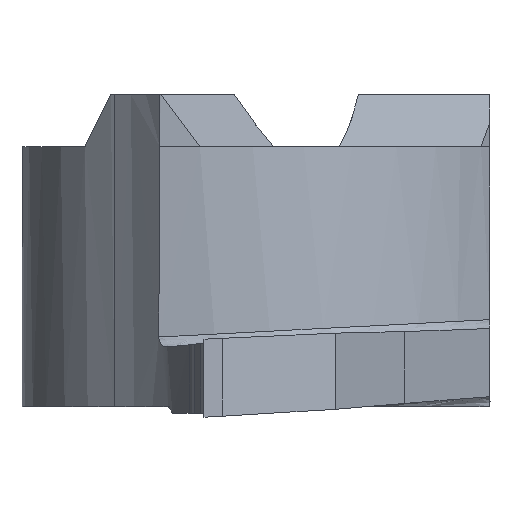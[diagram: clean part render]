
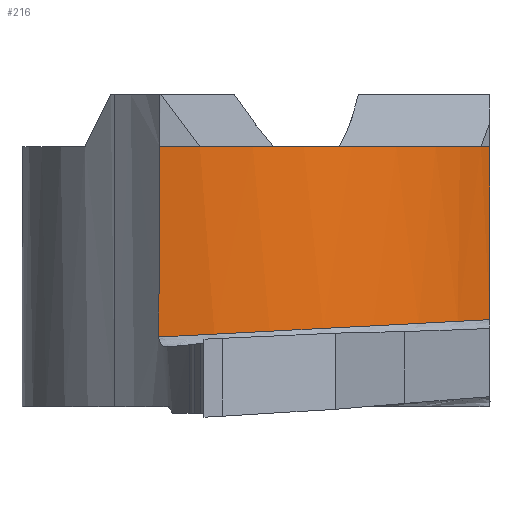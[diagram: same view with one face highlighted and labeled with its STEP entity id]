
A CAD part, left-side view. The second image highlights one B-rep face of the part: STEP entity #216.
In plain terms, the highlighted free-form (B-spline) face has degree [1, 3] with [2, 4] control points.
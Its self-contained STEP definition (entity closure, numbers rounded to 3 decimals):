
#216=ADVANCED_FACE('',(#275),#234,.F.);
#234=(
BOUNDED_SURFACE()
B_SPLINE_SURFACE(1,3,((#1790,#1791,#1792,#1793),(#1794,#1795,#1796,#1797)),
 .UNSPECIFIED.,.F.,.F.,.F.)
B_SPLINE_SURFACE_WITH_KNOTS((2,2),(4,4),(0.,1.),(0.,1.),.UNSPECIFIED.)
GEOMETRIC_REPRESENTATION_ITEM()
RATIONAL_B_SPLINE_SURFACE(((1.,0.884,0.884,1.),
(1.,0.884,0.884,1.)))
REPRESENTATION_ITEM('')
SURFACE()
);
#275=FACE_OUTER_BOUND('',#325,.T.);
#325=EDGE_LOOP('',(#585,#586,#587,#588,#589,#590));
#374=CIRCLE('',#1009,6.495);
#585=ORIENTED_EDGE('',*,*,#825,.F.);
#586=ORIENTED_EDGE('',*,*,#845,.T.);
#587=ORIENTED_EDGE('',*,*,#818,.F.);
#588=ORIENTED_EDGE('',*,*,#846,.F.);
#589=ORIENTED_EDGE('',*,*,#839,.T.);
#590=ORIENTED_EDGE('',*,*,#847,.T.);
#693=VERTEX_POINT('',#1587);
#698=VERTEX_POINT('',#1616);
#710=VERTEX_POINT('',#1673);
#711=VERTEX_POINT('',#1674);
#717=VERTEX_POINT('',#1741);
#718=VERTEX_POINT('',#1748);
#818=EDGE_CURVE('',#710,#711,#890,.T.);
#825=EDGE_CURVE('',#698,#693,#892,.T.);
#839=EDGE_CURVE('',#718,#717,#895,.T.);
#845=EDGE_CURVE('',#698,#711,#899,.T.);
#846=EDGE_CURVE('',#718,#710,#374,.T.);
#847=EDGE_CURVE('',#717,#693,#900,.T.);
#890=B_SPLINE_CURVE_WITH_KNOTS('',3,(#1667,#1668,#1669,#1670,#1671,#1672),
 .UNSPECIFIED.,.F.,.F.,(4,2,4),(0.,0.5,1.),.UNSPECIFIED.);
#892=B_SPLINE_CURVE_WITH_KNOTS('',3,(#1703,#1704,#1705,#1706),
 .UNSPECIFIED.,.F.,.F.,(4,4),(0.,1.),.UNSPECIFIED.);
#895=B_SPLINE_CURVE_WITH_KNOTS('',3,(#1742,#1743,#1744,#1745,#1746,#1747),
 .UNSPECIFIED.,.F.,.F.,(4,2,4),(0.,0.5,1.),.UNSPECIFIED.);
#899=B_SPLINE_CURVE_WITH_KNOTS('',3,(#1781,#1782,#1783,#1784),
 .UNSPECIFIED.,.F.,.F.,(4,4),(0.,1.),.UNSPECIFIED.);
#900=B_SPLINE_CURVE_WITH_KNOTS('',3,(#1786,#1787,#1788,#1789),
 .UNSPECIFIED.,.F.,.F.,(4,4),(0.,1.),.UNSPECIFIED.);
#1009=AXIS2_PLACEMENT_3D('',#1785,#1192,#1193);
#1192=DIRECTION('',(0.,-0.052,-0.999));
#1193=DIRECTION('',(0.,0.999,-0.052));
#1587=CARTESIAN_POINT('',(-1.316,-4.326,0.));
#1616=CARTESIAN_POINT('',(-4.498,1.078,0.));
#1667=CARTESIAN_POINT('',(-4.447,1.87,-3.658));
#1668=CARTESIAN_POINT('',(-4.452,1.866,-3.049));
#1669=CARTESIAN_POINT('',(-4.457,1.863,-2.439));
#1670=CARTESIAN_POINT('',(-4.466,1.856,-1.219));
#1671=CARTESIAN_POINT('',(-4.471,1.852,-0.61));
#1672=CARTESIAN_POINT('',(-4.475,1.849,0.));
#1673=CARTESIAN_POINT('',(-4.447,1.87,-3.658));
#1674=CARTESIAN_POINT('',(-4.475,1.849,0.));
#1703=CARTESIAN_POINT('',(-4.498,1.078,0.));
#1704=CARTESIAN_POINT('',(-4.432,-1.121,0.));
#1705=CARTESIAN_POINT('',(-3.207,-3.203,0.));
#1706=CARTESIAN_POINT('',(-1.316,-4.326,0.));
#1741=CARTESIAN_POINT('',(-1.003,-4.5,0.));
#1742=CARTESIAN_POINT('',(-1.307,-4.5,-3.324));
#1743=CARTESIAN_POINT('',(-1.258,-4.5,-2.77));
#1744=CARTESIAN_POINT('',(-1.209,-4.5,-2.216));
#1745=CARTESIAN_POINT('',(-1.108,-4.5,-1.108));
#1746=CARTESIAN_POINT('',(-1.056,-4.5,-0.554));
#1747=CARTESIAN_POINT('',(-1.003,-4.5,0.));
#1748=CARTESIAN_POINT('',(-1.307,-4.5,-3.324));
#1781=CARTESIAN_POINT('',(-4.498,1.078,0.));
#1782=CARTESIAN_POINT('',(-4.505,1.339,0.));
#1783=CARTESIAN_POINT('',(-4.497,1.597,0.));
#1784=CARTESIAN_POINT('',(-4.475,1.849,0.));
#1785=CARTESIAN_POINT('',(2.,1.083,-3.617));
#1786=CARTESIAN_POINT('',(-1.003,-4.5,0.));
#1787=CARTESIAN_POINT('',(-1.108,-4.445,0.));
#1788=CARTESIAN_POINT('',(-1.212,-4.387,0.));
#1789=CARTESIAN_POINT('',(-1.316,-4.326,0.));
#1790=CARTESIAN_POINT('',(-0.946,-4.512,0.355));
#1791=CARTESIAN_POINT('',(-3.414,-3.259,0.29));
#1792=CARTESIAN_POINT('',(-4.743,-0.833,0.163));
#1793=CARTESIAN_POINT('',(-4.469,1.918,0.018));
#1794=CARTESIAN_POINT('',(-1.113,-4.61,-3.319));
#1795=CARTESIAN_POINT('',(-3.541,-3.286,-3.388));
#1796=CARTESIAN_POINT('',(-4.797,-0.824,-3.517));
#1797=CARTESIAN_POINT('',(-4.442,1.916,-3.661));
